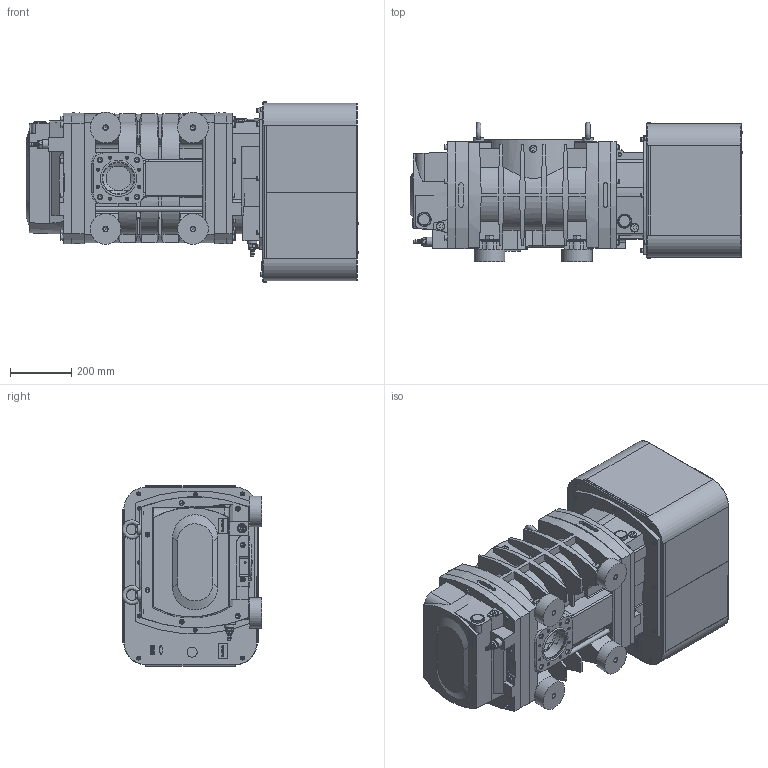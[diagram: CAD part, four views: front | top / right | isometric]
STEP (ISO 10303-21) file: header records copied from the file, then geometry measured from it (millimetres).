
FILE_DESCRIPTION(('STEP AP242'), '1');
FILE_NAME('ﾍﾂﾄ-2500', '', ('UNSPECIFIED'), ('UNSPECIFIED'), 'C3D Converter', 'C3D Toolkit', '');
FILE_SCHEMA(('AP242_MANAGED_MODEL_BASED_3D_ENGINEERING_MIM_LF { 1 0 10303 442 1 1 4 }'));
Length unit declared in the file: millimetre
Bounding box: 1080.25 x 454.5 x 587 mm (x, y, z)
Volume: 7896.3 mm3; surface area: 4254168.3 mm2
Topology: 1 solids, 238 shells, 1285 faces, 10187 edges, 8949 vertices
Faces by surface type: plane 668, cylinder 350, cone 168, torus 75, extrusion 10, bspline 10, sphere 4
Full cylindrical faces by diameter (mm): 1 x9, 2.2 x2, 3.242 x1, 4 x2, 5 x1, 5.917 x1, 6.647 x12, 7.5 x2, 8 x2, 8.647 x12, 8.917 x1, 10 x2, 12 x6, 13 x20, 13.835 x7, 14.376 x2, 14.917 x5, 16 x17, 18 x1, 21 x4, 22 x2, 22.5 x2, 24 x4, 25 x8, 26 x2, 28 x2, 30 x6, 33 x1, 36 x2, 46 x2
Entity records: 166492 total; most frequent: CARTESIAN_POINT 81530, DIRECTION 14190, ORIENTED_EDGE 11842, EDGE_CURVE 9701, VERTEX_POINT 8910, VECTOR 6120, LINE 6110, AXIS2_PLACEMENT_3D 4035
